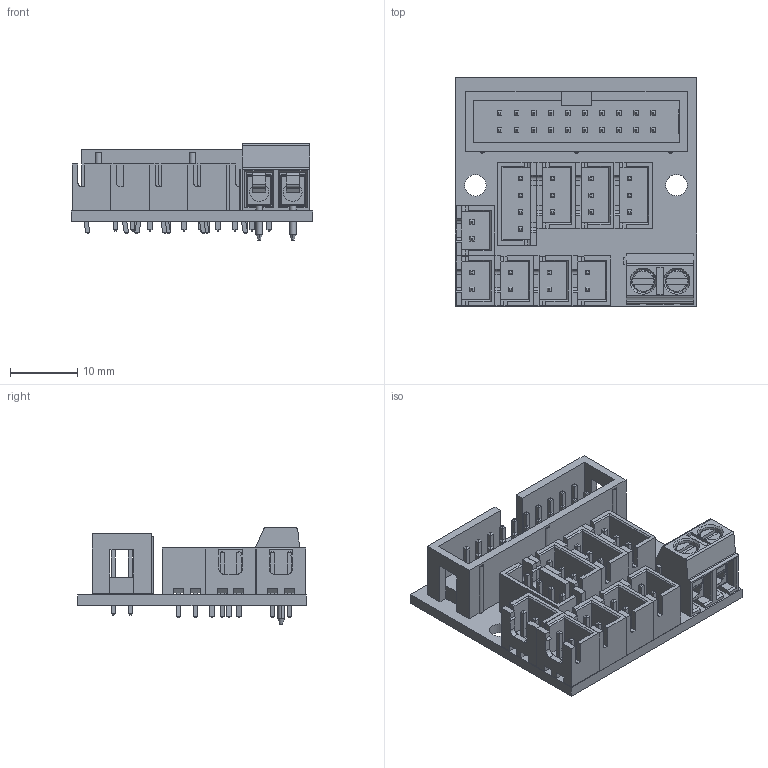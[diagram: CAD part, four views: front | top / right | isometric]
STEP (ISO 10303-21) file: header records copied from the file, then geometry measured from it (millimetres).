
FILE_DESCRIPTION(('FreeCAD Model'),'2;1');
FILE_NAME('Open CASCADE Shape Model','2022-03-01T20:40:12',('Author'),( ''),'Open CASCADE STEP processor 7.5','FreeCAD','Unknown');
FILE_SCHEMA(('AUTOMOTIVE_DESIGN { 1 0 10303 214 1 1 1 1 }'));
Length unit declared in the file: millimetre
Products named in the file (18): RKE2; Board_Geoms_9127; Local_CS_9127; Pcb_9127; PCB_Sketch_9127; Step_Models_9127; Top_9127; J11_JST_B3B_XH_A_inf; J10_JST_B2B_XH_A_6218E85C; J9_JST_B3B_XH_A_inf; J8_JST_B3B_XH_A_inf; J7_JST_B2B_XH_A_6218E7DF; J6_JST_B2B_XH_A_6218E7B6; J5_JST_B2B_XH_A_6218E78D; J4_IDC_Header_2x10_P254mm_Vertical_inf; J3_JST_B4B_XH_A_6218E72B; J2_TB002-500-02BE_inf; J1_JST_B2B_XH_A_6218E6ED
Assembly tree (17 placements, depth 4):
  RKE2
    Board_Geoms_9127
      Local_CS_9127
      Pcb_9127
      PCB_Sketch_9127
    Step_Models_9127
      Top_9127
        J11_JST_B3B_XH_A_inf
        J10_JST_B2B_XH_A_6218E85C
        J9_JST_B3B_XH_A_inf
        J8_JST_B3B_XH_A_inf
        J7_JST_B2B_XH_A_6218E7DF
        J6_JST_B2B_XH_A_6218E7B6
        J5_JST_B2B_XH_A_6218E78D
        J4_IDC_Header_2x10_P254mm_Vertical_inf
        J3_JST_B4B_XH_A_6218E72B
        J2_TB002-500-02BE_inf
        J1_JST_B2B_XH_A_6218E6ED
Bounding box: 36 x 34 x 14.35 mm (x, y, z)
Volume: 5231 mm3; surface area: 10449.3 mm2
Topology: 14 solids, 14 shells, 1602 faces, 4127 edges, 2652 vertices
Faces by surface type: plane 1438, cylinder 150, cone 8, torus 6
Full cylindrical faces by diameter (mm): 0.95 x13, 1 x36, 1.3 x2, 3.2 x2
Entity records: 57818 total; most frequent: CARTESIAN_POINT 8687, ORIENTED_EDGE 8246, DIRECTION 7661, EDGE_CURVE 4123, LINE 3769, VECTOR 3769, VERTEX_POINT 2644, AXIS2_PLACEMENT_3D 1946
